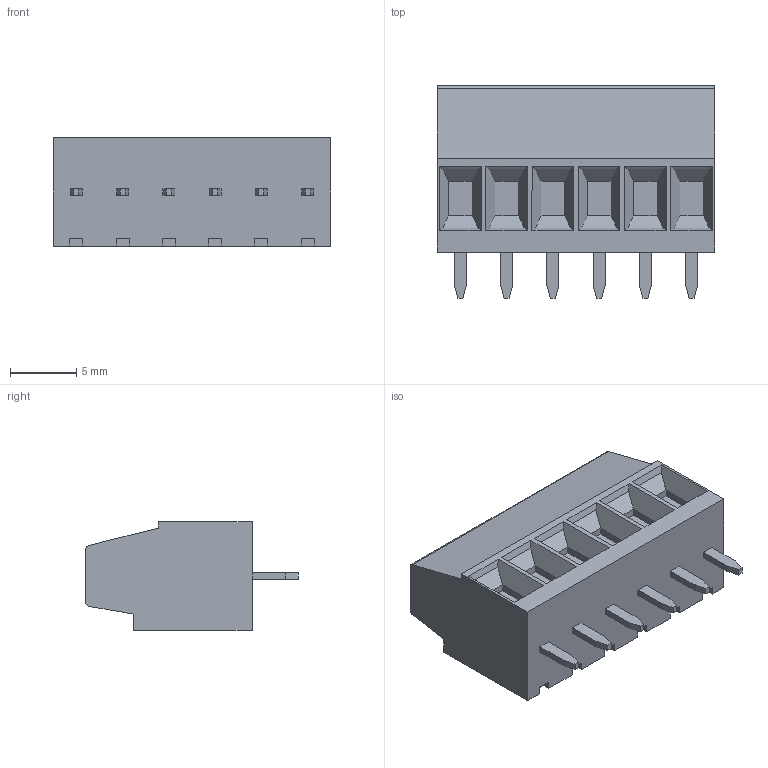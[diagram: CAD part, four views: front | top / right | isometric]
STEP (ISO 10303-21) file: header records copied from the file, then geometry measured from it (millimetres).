
FILE_DESCRIPTION(('STEP AP214'),'1');
FILE_NAME('MVS136-3,5-V-L.stp','2018-06-14T15:57:01',(' '),(' '),'Spatial InterOp 3D',' ',' ');
FILE_SCHEMA(('automotive_design'));
Length unit declared in the file: metre
Products named in the file (1): 1
Bounding box: 21 x 16.1 x 8.2 mm (x, y, z)
Volume: 1723.3 mm3; surface area: 1514.3 mm2
Topology: 1 solids, 1 shells, 360 faces, 1002 edges, 656 vertices
Faces by surface type: plane 304, cylinder 44, cone 6, torus 6
Full cylindrical faces by diameter (mm): 2 x6, 2.1 x6, 2.8 x6, 3 x6
Entity records: 14205 total; most frequent: CARTESIAN_POINT 2181, ORIENTED_EDGE 1896, DIRECTION 1812, EDGE_CURVE 948, LINE 734, VECTOR 734, VERTEX_POINT 638, AXIS2_PLACEMENT_3D 539
